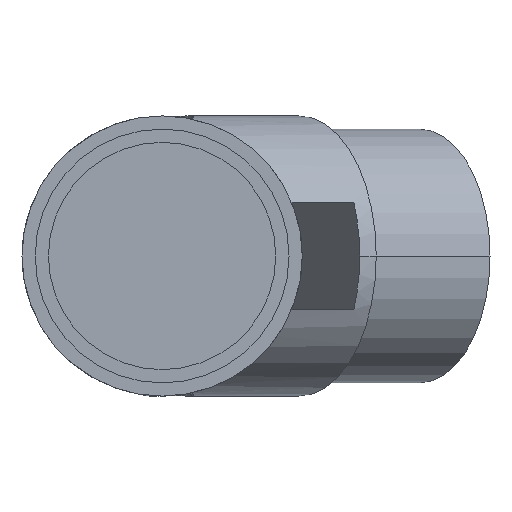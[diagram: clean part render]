
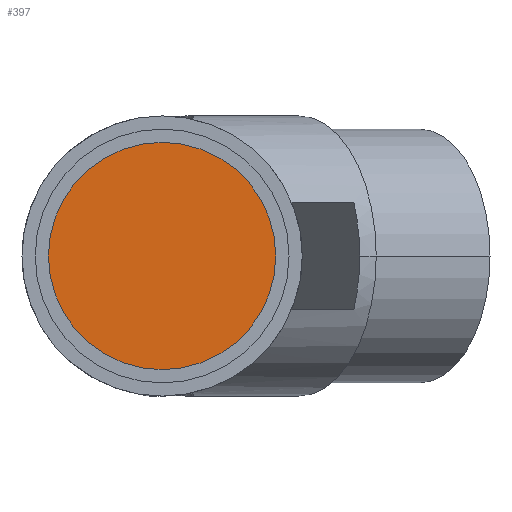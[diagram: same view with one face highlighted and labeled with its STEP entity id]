
A CAD part, left-side view. The second image highlights one B-rep face of the part: STEP entity #397.
In plain terms, the highlighted planar face has unit normal (-1, 0, 0).
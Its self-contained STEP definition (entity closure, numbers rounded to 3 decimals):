
#27 = CARTESIAN_POINT ( 'NONE',  ( -26.8, 0., 17.2 ) ) ;
#223 = ORIENTED_EDGE ( 'NONE', *, *, #1730, .T. ) ;
#397 = ADVANCED_FACE ( 'NONE', ( #716 ), #1332, .F. ) ;
#489 = VERTEX_POINT ( 'NONE', #766 ) ;
#523 = AXIS2_PLACEMENT_3D ( 'NONE', #1960, #566, #1179 ) ;
#546 = CIRCLE ( 'NONE', #1680, 17.2 ) ;
#566 = DIRECTION ( 'NONE',  ( 1., 0., 0. ) ) ;
#716 = FACE_OUTER_BOUND ( 'NONE', #764, .T. ) ;
#764 = EDGE_LOOP ( 'NONE', ( #223, #1934 ) ) ;
#766 = CARTESIAN_POINT ( 'NONE',  ( -26.8, 0., -17.2 ) ) ;
#964 = AXIS2_PLACEMENT_3D ( 'NONE', #1514, #1055, #1801 ) ;
#971 = DIRECTION ( 'NONE',  ( 0., 0., 1. ) ) ;
#1055 = DIRECTION ( 'NONE',  ( -1., 0., 0. ) ) ;
#1179 = DIRECTION ( 'NONE',  ( 0., 0., -1. ) ) ;
#1332 = PLANE ( 'NONE',  #523 ) ;
#1468 = VERTEX_POINT ( 'NONE', #27 ) ;
#1480 = CIRCLE ( 'NONE', #964, 17.2 ) ;
#1514 = CARTESIAN_POINT ( 'NONE',  ( -26.8, 0., 0. ) ) ;
#1603 = DIRECTION ( 'NONE',  ( -1., 0., 0. ) ) ;
#1615 = CARTESIAN_POINT ( 'NONE',  ( -26.8, 0., 0. ) ) ;
#1680 = AXIS2_PLACEMENT_3D ( 'NONE', #1615, #1603, #971 ) ;
#1730 = EDGE_CURVE ( 'NONE', #1468, #489, #1480, .T. ) ;
#1801 = DIRECTION ( 'NONE',  ( 0., 0., 1. ) ) ;
#1873 = EDGE_CURVE ( 'NONE', #489, #1468, #546, .T. ) ;
#1934 = ORIENTED_EDGE ( 'NONE', *, *, #1873, .T. ) ;
#1960 = CARTESIAN_POINT ( 'NONE',  ( -26.8, 17.2, 0. ) ) ;
